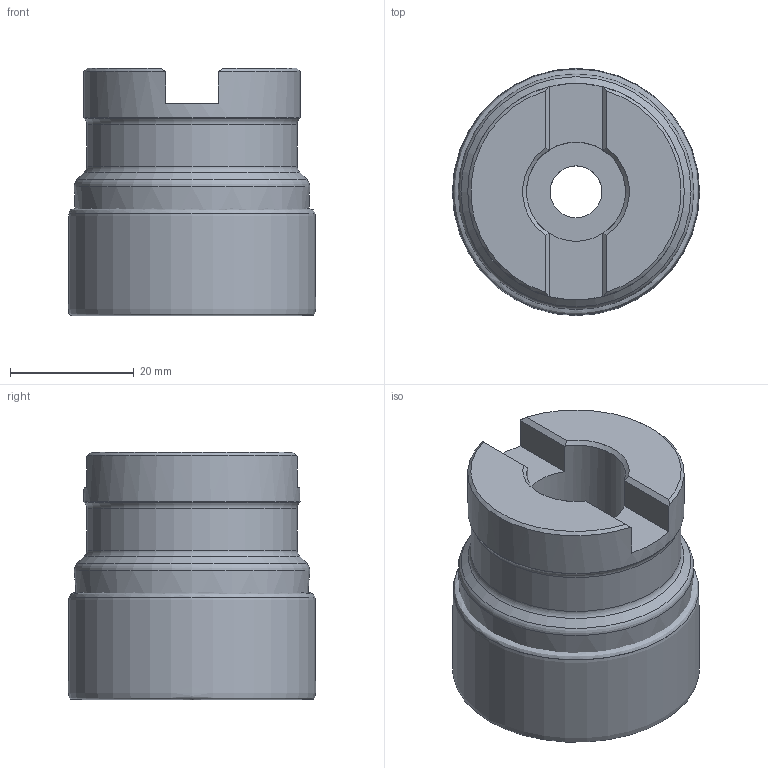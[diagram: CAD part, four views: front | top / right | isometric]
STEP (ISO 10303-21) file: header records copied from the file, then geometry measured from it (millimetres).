
FILE_DESCRIPTION(/* description */ (''),/* implementation_level */ '2;1');
FILE_NAME(/* name */ 'R220.64-0040-ZO16-3A_Basic.stp',/* time_stamp */ '2021-10-12T17:56:31+05:00',/* author */ (''),/* organization */ (''),/* preprocessor_version */ 'ST-DEVELOPER v16.7',/* originating_system */ 'SIEMENS PLM Software NX 12.0',/* authorisation */ '');
FILE_SCHEMA (('AUTOMOTIVE_DESIGN { 1 0 10303 214 3 1 1 1 }'));
Length unit declared in the file: millimetre
Products named in the file (4): CUT; NOCUT; ASSEMBLY_CONSTRUCTION; A2311221_stp_stp
Assembly tree (3 placements, depth 2):
  A2311221_stp_stp
    ASSEMBLY_CONSTRUCTION
    NOCUT
    CUT
Bounding box: 39.95 x 39.95 x 39.98 mm (x, y, z)
Volume: 49011.2 mm3; surface area: 12847.2 mm2
Topology: 2 solids, 2 shells, 42 faces, 113 edges, 79 vertices
Faces by surface type: plane 13, cone 11, revolution 7, cylinder 7, torus 4
Full cylindrical faces by diameter (mm): 8.4 x1, 11.3 x1, 16.009 x1, 34 x1, 35 x1
Entity records: 1660 total; most frequent: CARTESIAN_POINT 550, DIRECTION 213, ORIENTED_EDGE 162, AXIS2_PLACEMENT_3D 93, EDGE_CURVE 81, EDGE_LOOP 66, VERTEX_POINT 63, FACE_BOUND 48
